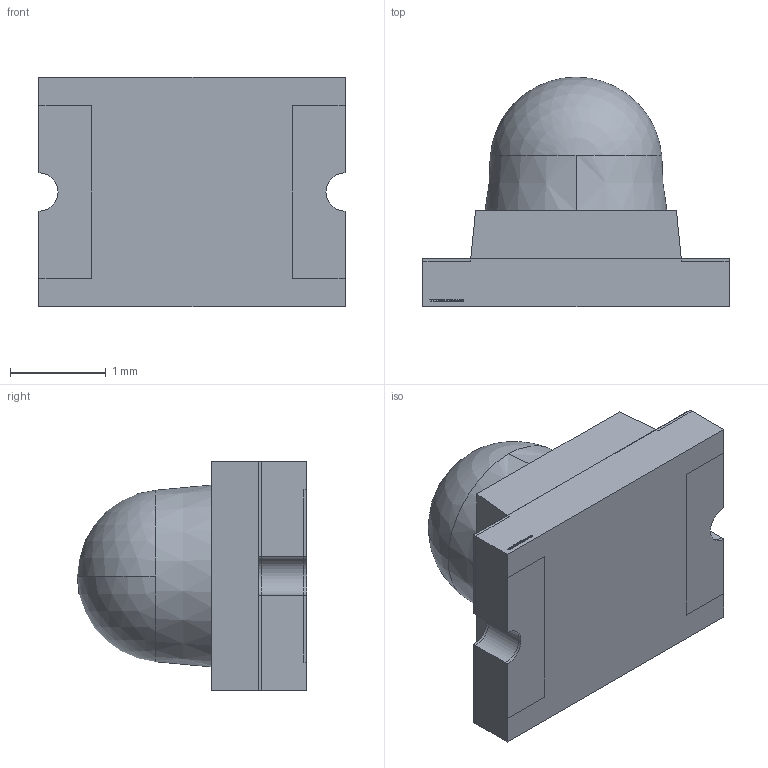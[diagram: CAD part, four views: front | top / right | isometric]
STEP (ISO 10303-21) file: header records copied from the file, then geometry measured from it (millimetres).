
FILE_DESCRIPTION (( 'STEP AP214' ), '1' );
FILE_NAME ('XZxx78W.STEP', '2015-09-11T17:38:05', ( '' ), ( '' ), 'SwSTEP 2.0', 'SolidWorks 2012', '' );
FILE_SCHEMA (( 'AUTOMOTIVE_DESIGN' ));
Length unit declared in the file: millimetre
Products named in the file (1): XZxx78W
Bounding box: 3.2 x 2.4 x 2.4 mm (x, y, z)
Volume: 9.4 mm3; surface area: 49.9 mm2
Topology: 6 solids, 6 shells, 280 faces, 742 edges, 495 vertices
Faces by surface type: plane 171, bspline 99, cylinder 6, cone 2, sphere 2
Entity records: 16335 total; most frequent: CARTESIAN_POINT 6873, ORIENTED_EDGE 1484, DIRECTION 928, EDGE_CURVE 742, LINE 524, VECTOR 524, VERTEX_POINT 495, EDGE_LOOP 301
